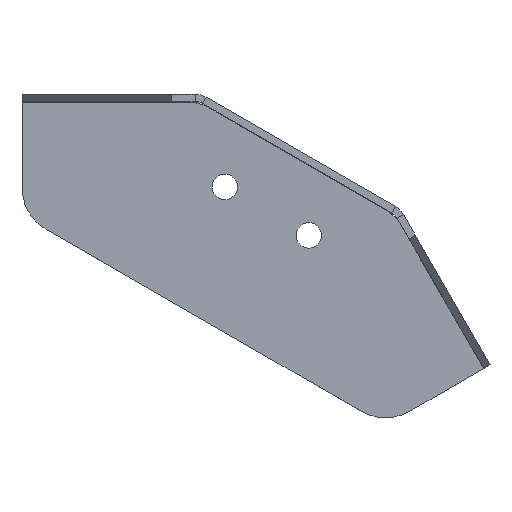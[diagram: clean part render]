
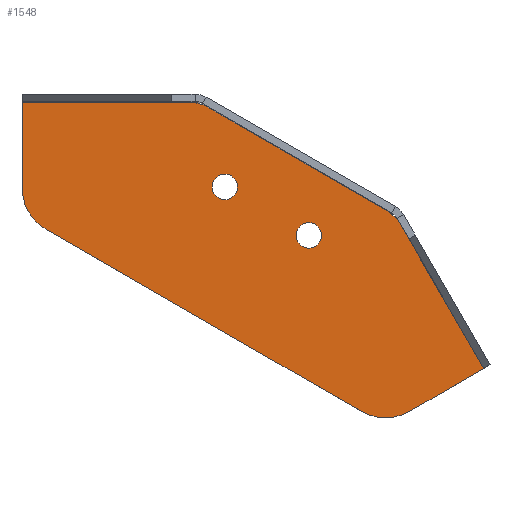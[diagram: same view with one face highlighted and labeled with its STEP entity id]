
A CAD part, top view. The second image highlights one B-rep face of the part: STEP entity #1548.
In plain terms, the highlighted planar face has unit normal (0, 0, 1).
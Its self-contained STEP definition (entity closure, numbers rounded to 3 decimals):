
#7 = CARTESIAN_POINT ( 'NONE',  ( 590.179, 1062.221, 2.5 ) ) ;
#19 = DIRECTION ( 'NONE',  ( -1., 0., 0. ) ) ;
#26 = CARTESIAN_POINT ( 'NONE',  ( 581.808, 1095.922, 2.5 ) ) ;
#42 = DIRECTION ( 'NONE',  ( 0., 1., 0. ) ) ;
#57 = EDGE_CURVE ( 'NONE', #572, #1162, #725, .T. ) ;
#59 = CARTESIAN_POINT ( 'NONE',  ( 630.071, 1042.221, 2.5 ) ) ;
#76 = VECTOR ( 'NONE', #42, 1000. ) ;
#124 = VECTOR ( 'NONE', #1225, 1000. ) ;
#138 = DIRECTION ( 'NONE',  ( 0., 0., 1. ) ) ;
#140 = CARTESIAN_POINT ( 'NONE',  ( 656.45, 987.009, 2.5 ) ) ;
#155 = VECTOR ( 'NONE', #391, 1000. ) ;
#157 = CARTESIAN_POINT ( 'NONE',  ( 526.55, 1062.007, 2.5 ) ) ;
#205 = EDGE_CURVE ( 'NONE', #1162, #572, #1529, .T. ) ;
#236 = ORIENTED_EDGE ( 'NONE', *, *, #1053, .F. ) ;
#237 = EDGE_CURVE ( 'NONE', #1429, #1438, #1298, .T. ) ;
#277 = DIRECTION ( 'NONE',  ( 0., 0., 1. ) ) ;
#291 = EDGE_LOOP ( 'NONE', ( #964, #967 ) ) ;
#297 = VERTEX_POINT ( 'NONE', #741 ) ;
#298 = DIRECTION ( 'NONE',  ( -1., 0., 0. ) ) ;
#307 = ORIENTED_EDGE ( 'NONE', *, *, #569, .T. ) ;
#311 = ORIENTED_EDGE ( 'NONE', *, *, #600, .T. ) ;
#372 = FACE_BOUND ( 'NONE', #291, .T. ) ;
#373 = CARTESIAN_POINT ( 'NONE',  ( 576.942, 1097.225, 2.5 ) ) ;
#391 = DIRECTION ( 'NONE',  ( 0.5, -0.866, 0. ) ) ;
#392 = EDGE_CURVE ( 'NONE', #297, #801, #821, .T. ) ;
#403 = ORIENTED_EDGE ( 'NONE', *, *, #992, .F. ) ;
#424 = ORIENTED_EDGE ( 'NONE', *, *, #1273, .T. ) ;
#472 = VERTEX_POINT ( 'NONE', #1108 ) ;
#481 = CARTESIAN_POINT ( 'NONE',  ( 661.754, 1048.259, 2.5 ) ) ;
#488 = VECTOR ( 'NONE', #1179, 1000. ) ;
#490 = VECTOR ( 'NONE', #525, 1000. ) ;
#491 = DIRECTION ( 'NONE',  ( 1., 0., 0. ) ) ;
#499 = CARTESIAN_POINT ( 'NONE',  ( 0., 0., 2.5 ) ) ;
#502 = DIRECTION ( 'NONE',  ( -1., 0., 0. ) ) ;
#525 = DIRECTION ( 'NONE',  ( -0.866, -0.5, 0. ) ) ;
#535 = CARTESIAN_POINT ( 'NONE',  ( 584.929, 1062.221, 2.5 ) ) ;
#544 = VECTOR ( 'NONE', #491, 1000. ) ;
#556 = CARTESIAN_POINT ( 'NONE',  ( 576.942, 1097.225, 2.5 ) ) ;
#561 = CARTESIAN_POINT ( 'NONE',  ( 658.192, 1051.821, 2.5 ) ) ;
#569 = EDGE_CURVE ( 'NONE', #1543, #1532, #1200, .T. ) ;
#572 = VERTEX_POINT ( 'NONE', #1415 ) ;
#576 = EDGE_CURVE ( 'NONE', #1543, #1549, #786, .T. ) ;
#600 = EDGE_CURVE ( 'NONE', #661, #886, #1581, .T. ) ;
#620 = CARTESIAN_POINT ( 'NONE',  ( 666.45, 969.689, 2.5 ) ) ;
#643 = CARTESIAN_POINT ( 'NONE',  ( 506.55, 1050.46, 2.5 ) ) ;
#649 = AXIS2_PLACEMENT_3D ( 'NONE', #157, #138, #298 ) ;
#661 = VERTEX_POINT ( 'NONE', #535 ) ;
#688 = ORIENTED_EDGE ( 'NONE', *, *, #1043, .F. ) ;
#695 = ORIENTED_EDGE ( 'NONE', *, *, #1265, .F. ) ;
#725 = CIRCLE ( 'NONE', #1146, 5.25 ) ;
#730 = CIRCLE ( 'NONE', #1152, 5.25 ) ;
#733 = EDGE_LOOP ( 'NONE', ( #688, #1472, #1326, #307, #236, #403, #695, #1318, #1071, #1011 ) ) ;
#741 = CARTESIAN_POINT ( 'NONE',  ( 581.808, 1095.922, 2.5 ) ) ;
#742 = DIRECTION ( 'NONE',  ( 0.707, -0.707, 0. ) ) ;
#743 = VERTEX_POINT ( 'NONE', #942 ) ;
#786 = LINE ( 'NONE', #1556, #488 ) ;
#787 = AXIS2_PLACEMENT_3D ( 'NONE', #1547, #904, #19 ) ;
#790 = AXIS2_PLACEMENT_3D ( 'NONE', #499, #1382, #1129 ) ;
#798 = VERTEX_POINT ( 'NONE', #952 ) ;
#801 = VERTEX_POINT ( 'NONE', #1451 ) ;
#803 = LINE ( 'NONE', #26, #1149 ) ;
#821 = LINE ( 'NONE', #561, #124 ) ;
#846 = CARTESIAN_POINT ( 'NONE',  ( 624.821, 1042.221, 2.5 ) ) ;
#850 = CARTESIAN_POINT ( 'NONE',  ( 595.429, 1062.221, 2.5 ) ) ;
#857 = CARTESIAN_POINT ( 'NONE',  ( 646.45, 969.689, 2.5 ) ) ;
#869 = DIRECTION ( 'NONE',  ( -1., 0., 0. ) ) ;
#884 = CARTESIAN_POINT ( 'NONE',  ( 516.55, 1044.686, 2.5 ) ) ;
#886 = VERTEX_POINT ( 'NONE', #850 ) ;
#891 = LINE ( 'NONE', #643, #76 ) ;
#904 = DIRECTION ( 'NONE',  ( 0., 0., -1. ) ) ;
#908 = LINE ( 'NONE', #1166, #155 ) ;
#942 = CARTESIAN_POINT ( 'NONE',  ( 506.55, 1062.007, 2.5 ) ) ;
#952 = CARTESIAN_POINT ( 'NONE',  ( 661.754, 1048.259, 2.5 ) ) ;
#964 = ORIENTED_EDGE ( 'NONE', *, *, #57, .T. ) ;
#967 = ORIENTED_EDGE ( 'NONE', *, *, #205, .T. ) ;
#983 = EDGE_CURVE ( 'NONE', #743, #1549, #1563, .T. ) ;
#990 = EDGE_CURVE ( 'NONE', #1438, #297, #803, .T. ) ;
#992 = EDGE_CURVE ( 'NONE', #798, #472, #908, .T. ) ;
#1011 = ORIENTED_EDGE ( 'NONE', *, *, #237, .F. ) ;
#1034 = DIRECTION ( 'NONE',  ( -1., 0., 0. ) ) ;
#1043 = EDGE_CURVE ( 'NONE', #743, #1429, #891, .T. ) ;
#1053 = EDGE_CURVE ( 'NONE', #472, #1532, #1397, .T. ) ;
#1071 = ORIENTED_EDGE ( 'NONE', *, *, #990, .F. ) ;
#1076 = DIRECTION ( 'NONE',  ( 0., 0., -1. ) ) ;
#1108 = CARTESIAN_POINT ( 'NONE',  ( 696.95, 987.298, 2.5 ) ) ;
#1129 = DIRECTION ( 'NONE',  ( -1., 0., 0. ) ) ;
#1141 = DIRECTION ( 'NONE',  ( 0.966, -0.259, 0. ) ) ;
#1146 = AXIS2_PLACEMENT_3D ( 'NONE', #1412, #1416, #502 ) ;
#1147 = CARTESIAN_POINT ( 'NONE',  ( 696.95, 987.298, 2.5 ) ) ;
#1149 = VECTOR ( 'NONE', #1141, 1000. ) ;
#1152 = AXIS2_PLACEMENT_3D ( 'NONE', #7, #1391, #869 ) ;
#1162 = VERTEX_POINT ( 'NONE', #59 ) ;
#1166 = CARTESIAN_POINT ( 'NONE',  ( 696.95, 987.298, 2.5 ) ) ;
#1179 = DIRECTION ( 'NONE',  ( -0.866, 0.5, 0. ) ) ;
#1200 = CIRCLE ( 'NONE', #1501, 20. ) ;
#1225 = DIRECTION ( 'NONE',  ( 0.866, -0.5, 0. ) ) ;
#1227 = AXIS2_PLACEMENT_3D ( 'NONE', #846, #1076, #1340 ) ;
#1233 = VECTOR ( 'NONE', #742, 1000. ) ;
#1245 = PLANE ( 'NONE',  #790 ) ;
#1264 = FACE_OUTER_BOUND ( 'NONE', #733, .T. ) ;
#1265 = EDGE_CURVE ( 'NONE', #801, #798, #1636, .T. ) ;
#1273 = EDGE_CURVE ( 'NONE', #886, #661, #730, .T. ) ;
#1298 = LINE ( 'NONE', #373, #544 ) ;
#1314 = CARTESIAN_POINT ( 'NONE',  ( 506.55, 1097.225, 2.5 ) ) ;
#1318 = ORIENTED_EDGE ( 'NONE', *, *, #392, .F. ) ;
#1326 = ORIENTED_EDGE ( 'NONE', *, *, #576, .F. ) ;
#1340 = DIRECTION ( 'NONE',  ( -1., 0., 0. ) ) ;
#1365 = FACE_BOUND ( 'NONE', #1419, .T. ) ;
#1382 = DIRECTION ( 'NONE',  ( 0., 0., -1. ) ) ;
#1391 = DIRECTION ( 'NONE',  ( 0., 0., -1. ) ) ;
#1397 = LINE ( 'NONE', #1147, #490 ) ;
#1412 = CARTESIAN_POINT ( 'NONE',  ( 624.821, 1042.221, 2.5 ) ) ;
#1415 = CARTESIAN_POINT ( 'NONE',  ( 619.571, 1042.221, 2.5 ) ) ;
#1416 = DIRECTION ( 'NONE',  ( 0., 0., -1. ) ) ;
#1419 = EDGE_LOOP ( 'NONE', ( #311, #424 ) ) ;
#1429 = VERTEX_POINT ( 'NONE', #1314 ) ;
#1438 = VERTEX_POINT ( 'NONE', #556 ) ;
#1451 = CARTESIAN_POINT ( 'NONE',  ( 658.192, 1051.821, 2.5 ) ) ;
#1472 = ORIENTED_EDGE ( 'NONE', *, *, #983, .T. ) ;
#1501 = AXIS2_PLACEMENT_3D ( 'NONE', #140, #277, #1034 ) ;
#1529 = CIRCLE ( 'NONE', #1227, 5.25 ) ;
#1532 = VERTEX_POINT ( 'NONE', #620 ) ;
#1543 = VERTEX_POINT ( 'NONE', #857 ) ;
#1547 = CARTESIAN_POINT ( 'NONE',  ( 590.179, 1062.221, 2.5 ) ) ;
#1548 = ADVANCED_FACE ( 'NONE', ( #372, #1365, #1264 ), #1245, .F. ) ;
#1549 = VERTEX_POINT ( 'NONE', #884 ) ;
#1556 = CARTESIAN_POINT ( 'NONE',  ( 656.45, 963.915, 2.5 ) ) ;
#1563 = CIRCLE ( 'NONE', #649, 20. ) ;
#1581 = CIRCLE ( 'NONE', #787, 5.25 ) ;
#1636 = LINE ( 'NONE', #481, #1233 ) ;
